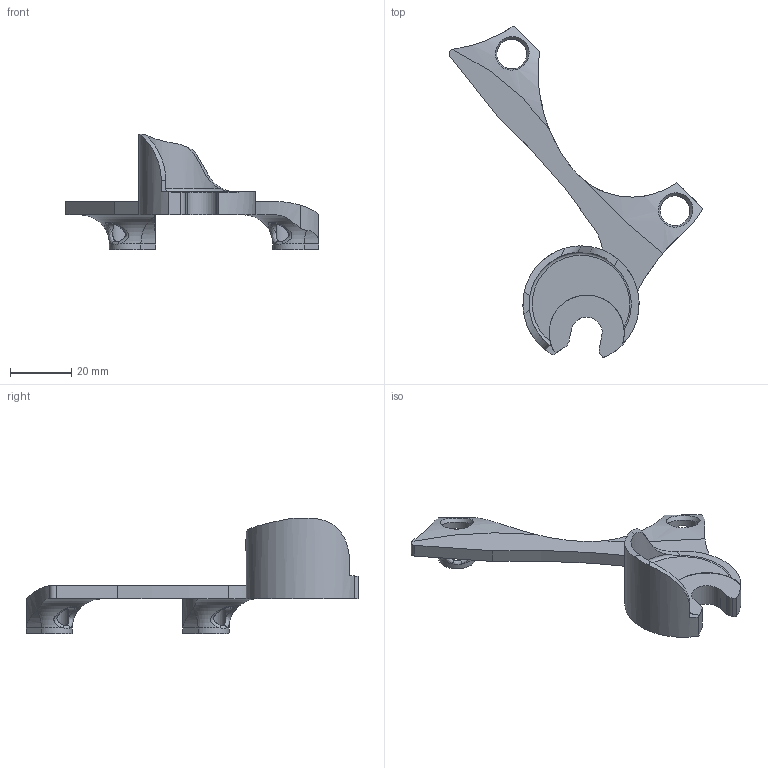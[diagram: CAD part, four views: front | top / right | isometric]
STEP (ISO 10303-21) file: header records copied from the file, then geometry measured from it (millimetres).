
FILE_DESCRIPTION (( 'STEP AP214' ), '1' );
FILE_NAME ('BK0018.STEP', '2013-09-23T19:23:49', ( '' ), ( '' ), 'SwSTEP 2.0', 'SolidWorks 2012', '' );
FILE_SCHEMA (( 'AUTOMOTIVE_DESIGN' ));
Length unit declared in the file: millimetre
Products named in the file (3): BK0018; DR0004L
Assembly tree (2 placements, depth 2):
  BK0018
    DR0004L
    BK0018
Bounding box: 83.25 x 108.85 x 37.82 mm (x, y, z)
Volume: 14974.6 mm3; surface area: 10410.7 mm2
Topology: 2 solids, 2 shells, 74 faces, 197 edges, 126 vertices
Faces by surface type: cylinder 36, plane 25, bspline 8, torus 3, cone 2
Full cylindrical faces by diameter (mm): 6.1 x2, 9.8 x2
Entity records: 6137 total; most frequent: CARTESIAN_POINT 4298, ORIENTED_EDGE 374, DIRECTION 337, EDGE_CURVE 187, AXIS2_PLACEMENT_3D 135, VERTEX_POINT 124, EDGE_LOOP 93, FACE_OUTER_BOUND 80
